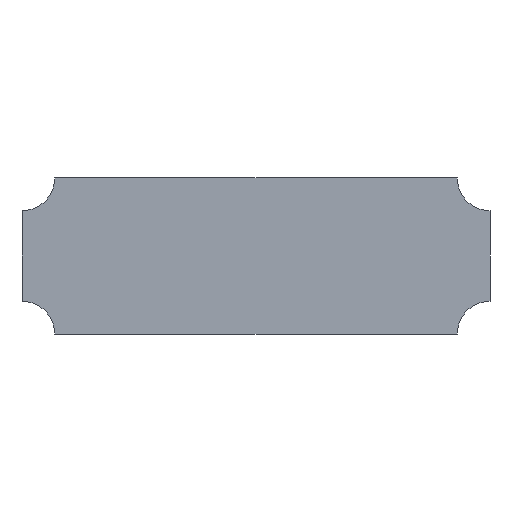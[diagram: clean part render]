
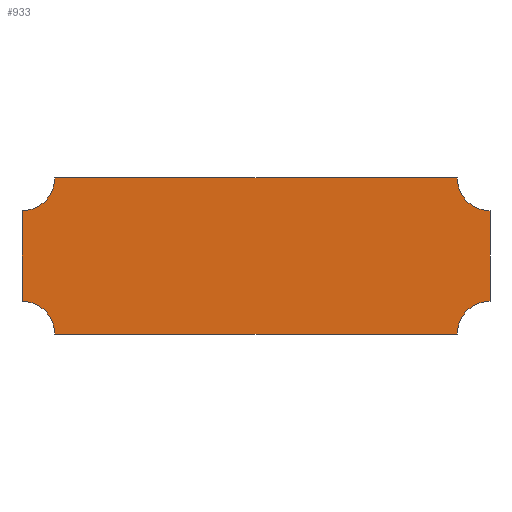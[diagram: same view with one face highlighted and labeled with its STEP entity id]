
A CAD part, front view. The second image highlights one B-rep face of the part: STEP entity #933.
In plain terms, the highlighted planar face has unit normal (0, -1, 0).
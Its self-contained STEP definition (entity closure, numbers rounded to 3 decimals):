
#188 = PLANE('',#189);
#189 = AXIS2_PLACEMENT_3D('',#190,#191,#192);
#190 = CARTESIAN_POINT('',(-1.5,0.5,1.));
#191 = DIRECTION('',(0.,0.,1.));
#192 = DIRECTION('',(1.,0.,0.));
#367 = VERTEX_POINT('',#368);
#368 = CARTESIAN_POINT('',(-1.29,-0.5,1.));
#382 = CYLINDRICAL_SURFACE('',#383,0.21);
#383 = AXIS2_PLACEMENT_3D('',#384,#385,#386);
#384 = CARTESIAN_POINT('',(-1.5,-0.5,1.));
#385 = DIRECTION('',(0.,-1.,0.));
#386 = DIRECTION('',(1.,0.,0.));
#394 = EDGE_CURVE('',#395,#367,#397,.T.);
#395 = VERTEX_POINT('',#396);
#396 = CARTESIAN_POINT('',(1.29,-0.5,1.));
#397 = SURFACE_CURVE('',#398,(#402,#409),.PCURVE_S1.);
#398 = LINE('',#399,#400);
#399 = CARTESIAN_POINT('',(1.5,-0.5,1.));
#400 = VECTOR('',#401,1.);
#401 = DIRECTION('',(-1.,0.,0.));
#402 = PCURVE('',#188,#403);
#403 = DEFINITIONAL_REPRESENTATION('',(#404),#408);
#404 = LINE('',#405,#406);
#405 = CARTESIAN_POINT('',(3.,-1.));
#406 = VECTOR('',#407,1.);
#407 = DIRECTION('',(-1.,0.));
#408 = ( GEOMETRIC_REPRESENTATION_CONTEXT(2) 
PARAMETRIC_REPRESENTATION_CONTEXT() REPRESENTATION_CONTEXT('2D SPACE',''
  ) );
#409 = PCURVE('',#410,#415);
#410 = PLANE('',#411);
#411 = AXIS2_PLACEMENT_3D('',#412,#413,#414);
#412 = CARTESIAN_POINT('',(1.5,-0.5,0.));
#413 = DIRECTION('',(0.,-1.,0.));
#414 = DIRECTION('',(-1.,0.,0.));
#415 = DEFINITIONAL_REPRESENTATION('',(#416),#420);
#416 = LINE('',#417,#418);
#417 = CARTESIAN_POINT('',(0.,-1.));
#418 = VECTOR('',#419,1.);
#419 = DIRECTION('',(1.,0.));
#420 = ( GEOMETRIC_REPRESENTATION_CONTEXT(2) 
PARAMETRIC_REPRESENTATION_CONTEXT() REPRESENTATION_CONTEXT('2D SPACE',''
  ) );
#438 = CYLINDRICAL_SURFACE('',#439,0.21);
#439 = AXIS2_PLACEMENT_3D('',#440,#441,#442);
#440 = CARTESIAN_POINT('',(1.5,-0.5,1.));
#441 = DIRECTION('',(0.,-1.,0.));
#442 = DIRECTION('',(1.,0.,0.));
#642 = PLANE('',#643);
#643 = AXIS2_PLACEMENT_3D('',#644,#645,#646);
#644 = CARTESIAN_POINT('',(-1.5,0.5,0.));
#645 = DIRECTION('',(0.,0.,1.));
#646 = DIRECTION('',(1.,0.,0.));
#726 = PLANE('',#727);
#727 = AXIS2_PLACEMENT_3D('',#728,#729,#730);
#728 = CARTESIAN_POINT('',(1.5,0.5,0.));
#729 = DIRECTION('',(1.,0.,0.));
#730 = DIRECTION('',(0.,-1.,0.));
#757 = CYLINDRICAL_SURFACE('',#758,0.21);
#758 = AXIS2_PLACEMENT_3D('',#759,#760,#761);
#759 = CARTESIAN_POINT('',(1.5,-0.5,0.));
#760 = DIRECTION('',(0.,-1.,0.));
#761 = DIRECTION('',(1.,0.,0.));
#816 = CYLINDRICAL_SURFACE('',#817,0.21);
#817 = AXIS2_PLACEMENT_3D('',#818,#819,#820);
#818 = CARTESIAN_POINT('',(-1.5,-0.5,0.));
#819 = DIRECTION('',(0.,-1.,0.));
#820 = DIRECTION('',(1.,0.,0.));
#844 = PLANE('',#845);
#845 = AXIS2_PLACEMENT_3D('',#846,#847,#848);
#846 = CARTESIAN_POINT('',(-1.5,-0.5,0.));
#847 = DIRECTION('',(-1.,0.,0.));
#848 = DIRECTION('',(0.,1.,0.));
#887 = EDGE_CURVE('',#888,#367,#890,.T.);
#888 = VERTEX_POINT('',#889);
#889 = CARTESIAN_POINT('',(-1.5,-0.5,0.79));
#890 = SURFACE_CURVE('',#891,(#896,#903),.PCURVE_S1.);
#891 = CIRCLE('',#892,0.21);
#892 = AXIS2_PLACEMENT_3D('',#893,#894,#895);
#893 = CARTESIAN_POINT('',(-1.5,-0.5,1.));
#894 = DIRECTION('',(0.,-1.,0.));
#895 = DIRECTION('',(1.,0.,0.));
#896 = PCURVE('',#382,#897);
#897 = DEFINITIONAL_REPRESENTATION('',(#898),#902);
#898 = LINE('',#899,#900);
#899 = CARTESIAN_POINT('',(0.,0.));
#900 = VECTOR('',#901,1.);
#901 = DIRECTION('',(1.,0.));
#902 = ( GEOMETRIC_REPRESENTATION_CONTEXT(2) 
PARAMETRIC_REPRESENTATION_CONTEXT() REPRESENTATION_CONTEXT('2D SPACE',''
  ) );
#903 = PCURVE('',#410,#904);
#904 = DEFINITIONAL_REPRESENTATION('',(#905),#909);
#905 = CIRCLE('',#906,0.21);
#906 = AXIS2_PLACEMENT_2D('',#907,#908);
#907 = CARTESIAN_POINT('',(3.,-1.));
#908 = DIRECTION('',(-1.,-0.));
#909 = ( GEOMETRIC_REPRESENTATION_CONTEXT(2) 
PARAMETRIC_REPRESENTATION_CONTEXT() REPRESENTATION_CONTEXT('2D SPACE',''
  ) );
#933 = ADVANCED_FACE('',(#934),#410,.T.);
#934 = FACE_BOUND('',#935,.T.);
#935 = EDGE_LOOP('',(#936,#962,#985,#1007,#1008,#1009,#1032,#1056));
#936 = ORIENTED_EDGE('',*,*,#937,.F.);
#937 = EDGE_CURVE('',#938,#940,#942,.T.);
#938 = VERTEX_POINT('',#939);
#939 = CARTESIAN_POINT('',(1.5,-0.5,0.21));
#940 = VERTEX_POINT('',#941);
#941 = CARTESIAN_POINT('',(1.29,-0.5,0.));
#942 = SURFACE_CURVE('',#943,(#948,#955),.PCURVE_S1.);
#943 = CIRCLE('',#944,0.21);
#944 = AXIS2_PLACEMENT_3D('',#945,#946,#947);
#945 = CARTESIAN_POINT('',(1.5,-0.5,0.));
#946 = DIRECTION('',(0.,-1.,0.));
#947 = DIRECTION('',(1.,0.,0.));
#948 = PCURVE('',#410,#949);
#949 = DEFINITIONAL_REPRESENTATION('',(#950),#954);
#950 = CIRCLE('',#951,0.21);
#951 = AXIS2_PLACEMENT_2D('',#952,#953);
#952 = CARTESIAN_POINT('',(0.,0.));
#953 = DIRECTION('',(-1.,-0.));
#954 = ( GEOMETRIC_REPRESENTATION_CONTEXT(2) 
PARAMETRIC_REPRESENTATION_CONTEXT() REPRESENTATION_CONTEXT('2D SPACE',''
  ) );
#955 = PCURVE('',#757,#956);
#956 = DEFINITIONAL_REPRESENTATION('',(#957),#961);
#957 = LINE('',#958,#959);
#958 = CARTESIAN_POINT('',(0.,0.));
#959 = VECTOR('',#960,1.);
#960 = DIRECTION('',(1.,0.));
#961 = ( GEOMETRIC_REPRESENTATION_CONTEXT(2) 
PARAMETRIC_REPRESENTATION_CONTEXT() REPRESENTATION_CONTEXT('2D SPACE',''
  ) );
#962 = ORIENTED_EDGE('',*,*,#963,.T.);
#963 = EDGE_CURVE('',#938,#964,#966,.T.);
#964 = VERTEX_POINT('',#965);
#965 = CARTESIAN_POINT('',(1.5,-0.5,0.79));
#966 = SURFACE_CURVE('',#967,(#971,#978),.PCURVE_S1.);
#967 = LINE('',#968,#969);
#968 = CARTESIAN_POINT('',(1.5,-0.5,0.));
#969 = VECTOR('',#970,1.);
#970 = DIRECTION('',(0.,0.,1.));
#971 = PCURVE('',#410,#972);
#972 = DEFINITIONAL_REPRESENTATION('',(#973),#977);
#973 = LINE('',#974,#975);
#974 = CARTESIAN_POINT('',(0.,-0.));
#975 = VECTOR('',#976,1.);
#976 = DIRECTION('',(0.,-1.));
#977 = ( GEOMETRIC_REPRESENTATION_CONTEXT(2) 
PARAMETRIC_REPRESENTATION_CONTEXT() REPRESENTATION_CONTEXT('2D SPACE',''
  ) );
#978 = PCURVE('',#726,#979);
#979 = DEFINITIONAL_REPRESENTATION('',(#980),#984);
#980 = LINE('',#981,#982);
#981 = CARTESIAN_POINT('',(1.,0.));
#982 = VECTOR('',#983,1.);
#983 = DIRECTION('',(0.,-1.));
#984 = ( GEOMETRIC_REPRESENTATION_CONTEXT(2) 
PARAMETRIC_REPRESENTATION_CONTEXT() REPRESENTATION_CONTEXT('2D SPACE',''
  ) );
#985 = ORIENTED_EDGE('',*,*,#986,.F.);
#986 = EDGE_CURVE('',#395,#964,#987,.T.);
#987 = SURFACE_CURVE('',#988,(#993,#1000),.PCURVE_S1.);
#988 = CIRCLE('',#989,0.21);
#989 = AXIS2_PLACEMENT_3D('',#990,#991,#992);
#990 = CARTESIAN_POINT('',(1.5,-0.5,1.));
#991 = DIRECTION('',(0.,-1.,0.));
#992 = DIRECTION('',(1.,0.,0.));
#993 = PCURVE('',#410,#994);
#994 = DEFINITIONAL_REPRESENTATION('',(#995),#999);
#995 = CIRCLE('',#996,0.21);
#996 = AXIS2_PLACEMENT_2D('',#997,#998);
#997 = CARTESIAN_POINT('',(0.,-1.));
#998 = DIRECTION('',(-1.,-0.));
#999 = ( GEOMETRIC_REPRESENTATION_CONTEXT(2) 
PARAMETRIC_REPRESENTATION_CONTEXT() REPRESENTATION_CONTEXT('2D SPACE',''
  ) );
#1000 = PCURVE('',#438,#1001);
#1001 = DEFINITIONAL_REPRESENTATION('',(#1002),#1006);
#1002 = LINE('',#1003,#1004);
#1003 = CARTESIAN_POINT('',(0.,0.));
#1004 = VECTOR('',#1005,1.);
#1005 = DIRECTION('',(1.,0.));
#1006 = ( GEOMETRIC_REPRESENTATION_CONTEXT(2) 
PARAMETRIC_REPRESENTATION_CONTEXT() REPRESENTATION_CONTEXT('2D SPACE',''
  ) );
#1007 = ORIENTED_EDGE('',*,*,#394,.T.);
#1008 = ORIENTED_EDGE('',*,*,#887,.F.);
#1009 = ORIENTED_EDGE('',*,*,#1010,.F.);
#1010 = EDGE_CURVE('',#1011,#888,#1013,.T.);
#1011 = VERTEX_POINT('',#1012);
#1012 = CARTESIAN_POINT('',(-1.5,-0.5,0.21));
#1013 = SURFACE_CURVE('',#1014,(#1018,#1025),.PCURVE_S1.);
#1014 = LINE('',#1015,#1016);
#1015 = CARTESIAN_POINT('',(-1.5,-0.5,0.));
#1016 = VECTOR('',#1017,1.);
#1017 = DIRECTION('',(0.,0.,1.));
#1018 = PCURVE('',#410,#1019);
#1019 = DEFINITIONAL_REPRESENTATION('',(#1020),#1024);
#1020 = LINE('',#1021,#1022);
#1021 = CARTESIAN_POINT('',(3.,0.));
#1022 = VECTOR('',#1023,1.);
#1023 = DIRECTION('',(0.,-1.));
#1024 = ( GEOMETRIC_REPRESENTATION_CONTEXT(2) 
PARAMETRIC_REPRESENTATION_CONTEXT() REPRESENTATION_CONTEXT('2D SPACE',''
  ) );
#1025 = PCURVE('',#844,#1026);
#1026 = DEFINITIONAL_REPRESENTATION('',(#1027),#1031);
#1027 = LINE('',#1028,#1029);
#1028 = CARTESIAN_POINT('',(0.,0.));
#1029 = VECTOR('',#1030,1.);
#1030 = DIRECTION('',(0.,-1.));
#1031 = ( GEOMETRIC_REPRESENTATION_CONTEXT(2) 
PARAMETRIC_REPRESENTATION_CONTEXT() REPRESENTATION_CONTEXT('2D SPACE',''
  ) );
#1032 = ORIENTED_EDGE('',*,*,#1033,.F.);
#1033 = EDGE_CURVE('',#1034,#1011,#1036,.T.);
#1034 = VERTEX_POINT('',#1035);
#1035 = CARTESIAN_POINT('',(-1.29,-0.5,0.));
#1036 = SURFACE_CURVE('',#1037,(#1042,#1049),.PCURVE_S1.);
#1037 = CIRCLE('',#1038,0.21);
#1038 = AXIS2_PLACEMENT_3D('',#1039,#1040,#1041);
#1039 = CARTESIAN_POINT('',(-1.5,-0.5,0.));
#1040 = DIRECTION('',(0.,-1.,0.));
#1041 = DIRECTION('',(1.,0.,0.));
#1042 = PCURVE('',#410,#1043);
#1043 = DEFINITIONAL_REPRESENTATION('',(#1044),#1048);
#1044 = CIRCLE('',#1045,0.21);
#1045 = AXIS2_PLACEMENT_2D('',#1046,#1047);
#1046 = CARTESIAN_POINT('',(3.,0.));
#1047 = DIRECTION('',(-1.,-0.));
#1048 = ( GEOMETRIC_REPRESENTATION_CONTEXT(2) 
PARAMETRIC_REPRESENTATION_CONTEXT() REPRESENTATION_CONTEXT('2D SPACE',''
  ) );
#1049 = PCURVE('',#816,#1050);
#1050 = DEFINITIONAL_REPRESENTATION('',(#1051),#1055);
#1051 = LINE('',#1052,#1053);
#1052 = CARTESIAN_POINT('',(0.,0.));
#1053 = VECTOR('',#1054,1.);
#1054 = DIRECTION('',(1.,0.));
#1055 = ( GEOMETRIC_REPRESENTATION_CONTEXT(2) 
PARAMETRIC_REPRESENTATION_CONTEXT() REPRESENTATION_CONTEXT('2D SPACE',''
  ) );
#1056 = ORIENTED_EDGE('',*,*,#1057,.F.);
#1057 = EDGE_CURVE('',#940,#1034,#1058,.T.);
#1058 = SURFACE_CURVE('',#1059,(#1063,#1070),.PCURVE_S1.);
#1059 = LINE('',#1060,#1061);
#1060 = CARTESIAN_POINT('',(1.5,-0.5,0.));
#1061 = VECTOR('',#1062,1.);
#1062 = DIRECTION('',(-1.,0.,0.));
#1063 = PCURVE('',#410,#1064);
#1064 = DEFINITIONAL_REPRESENTATION('',(#1065),#1069);
#1065 = LINE('',#1066,#1067);
#1066 = CARTESIAN_POINT('',(0.,-0.));
#1067 = VECTOR('',#1068,1.);
#1068 = DIRECTION('',(1.,0.));
#1069 = ( GEOMETRIC_REPRESENTATION_CONTEXT(2) 
PARAMETRIC_REPRESENTATION_CONTEXT() REPRESENTATION_CONTEXT('2D SPACE',''
  ) );
#1070 = PCURVE('',#642,#1071);
#1071 = DEFINITIONAL_REPRESENTATION('',(#1072),#1076);
#1072 = LINE('',#1073,#1074);
#1073 = CARTESIAN_POINT('',(3.,-1.));
#1074 = VECTOR('',#1075,1.);
#1075 = DIRECTION('',(-1.,0.));
#1076 = ( GEOMETRIC_REPRESENTATION_CONTEXT(2) 
PARAMETRIC_REPRESENTATION_CONTEXT() REPRESENTATION_CONTEXT('2D SPACE',''
  ) );
